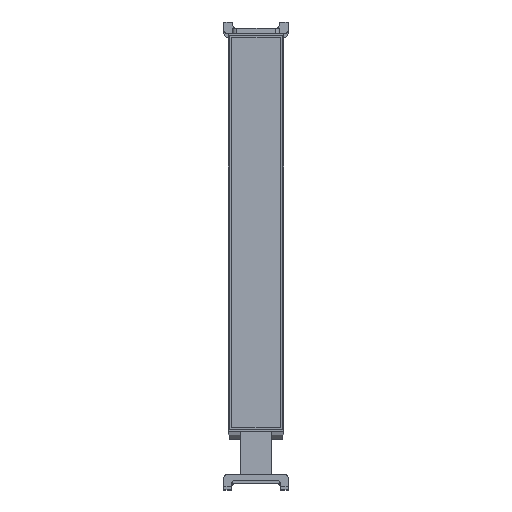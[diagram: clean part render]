
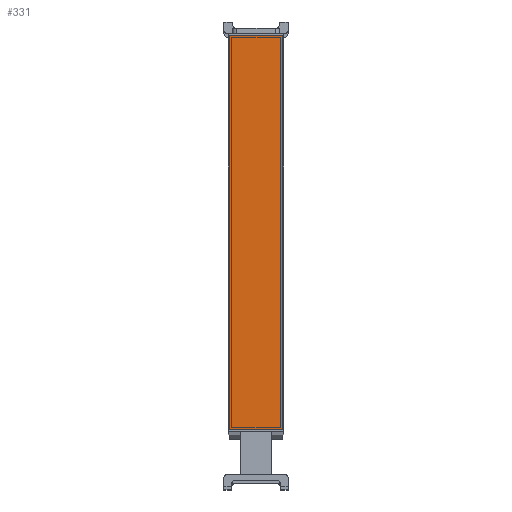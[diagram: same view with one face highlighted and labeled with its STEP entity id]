
A CAD part, top view. The second image highlights one B-rep face of the part: STEP entity #331.
In plain terms, the highlighted planar face has unit normal (0, 0, 1).
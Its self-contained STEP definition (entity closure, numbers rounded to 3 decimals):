
#52 = LINE ( 'NONE', #3712, #7506 ) ;
#111 = VERTEX_POINT ( 'NONE', #1627 ) ;
#331 = ADVANCED_FACE ( 'NONE', ( #576 ), #6120, .T. ) ;
#527 = VECTOR ( 'NONE', #4118, 1000. ) ;
#576 = FACE_OUTER_BOUND ( 'NONE', #1334, .T. ) ;
#647 = DIRECTION ( 'NONE',  ( -1., 0., 0. ) ) ;
#928 = CARTESIAN_POINT ( 'NONE',  ( 19.2, 45.95, 1.2 ) ) ;
#968 = AXIS2_PLACEMENT_3D ( 'NONE', #3703, #4984, #647 ) ;
#1167 = LINE ( 'NONE', #7933, #3633 ) ;
#1334 = EDGE_LOOP ( 'NONE', ( #2561, #6421, #2291, #4232 ) ) ;
#1627 = CARTESIAN_POINT ( 'NONE',  ( 19.2, -45.95, 1.2 ) ) ;
#1632 = VERTEX_POINT ( 'NONE', #5801 ) ;
#2291 = ORIENTED_EDGE ( 'NONE', *, *, #7903, .F. ) ;
#2431 = DIRECTION ( 'NONE',  ( 0., 1., 0. ) ) ;
#2542 = VERTEX_POINT ( 'NONE', #4690 ) ;
#2561 = ORIENTED_EDGE ( 'NONE', *, *, #2828, .F. ) ;
#2828 = EDGE_CURVE ( 'NONE', #6389, #111, #5278, .T. ) ;
#3264 = VECTOR ( 'NONE', #2431, 1000. ) ;
#3633 = VECTOR ( 'NONE', #3644, 1000. ) ;
#3644 = DIRECTION ( 'NONE',  ( 1., 0., 0. ) ) ;
#3698 = CARTESIAN_POINT ( 'NONE',  ( 6.8, -45.95, 1.2 ) ) ;
#3703 = CARTESIAN_POINT ( 'NONE',  ( 13., 0., 1.2 ) ) ;
#3712 = CARTESIAN_POINT ( 'NONE',  ( 19.2, -45.95, 1.2 ) ) ;
#4118 = DIRECTION ( 'NONE',  ( 0., -1., 0. ) ) ;
#4232 = ORIENTED_EDGE ( 'NONE', *, *, #4272, .F. ) ;
#4272 = EDGE_CURVE ( 'NONE', #111, #2542, #52, .T. ) ;
#4658 = CARTESIAN_POINT ( 'NONE',  ( 19.2, 45.95, 1.2 ) ) ;
#4690 = CARTESIAN_POINT ( 'NONE',  ( 6.8, -45.95, 1.2 ) ) ;
#4984 = DIRECTION ( 'NONE',  ( 0., 0., 1. ) ) ;
#5278 = LINE ( 'NONE', #4658, #527 ) ;
#5554 = LINE ( 'NONE', #3698, #3264 ) ;
#5801 = CARTESIAN_POINT ( 'NONE',  ( 6.8, 45.95, 1.2 ) ) ;
#6120 = PLANE ( 'NONE',  #968 ) ;
#6389 = VERTEX_POINT ( 'NONE', #928 ) ;
#6421 = ORIENTED_EDGE ( 'NONE', *, *, #6579, .F. ) ;
#6579 = EDGE_CURVE ( 'NONE', #1632, #6389, #1167, .T. ) ;
#6825 = DIRECTION ( 'NONE',  ( -1., 0., 0. ) ) ;
#7506 = VECTOR ( 'NONE', #6825, 1000. ) ;
#7903 = EDGE_CURVE ( 'NONE', #2542, #1632, #5554, .T. ) ;
#7933 = CARTESIAN_POINT ( 'NONE',  ( 6.8, 45.95, 1.2 ) ) ;
